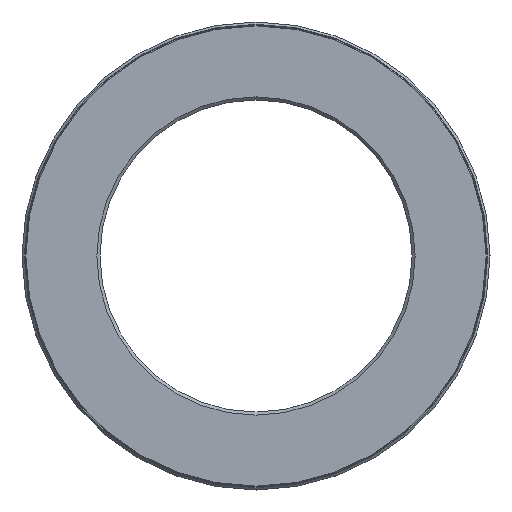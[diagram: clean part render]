
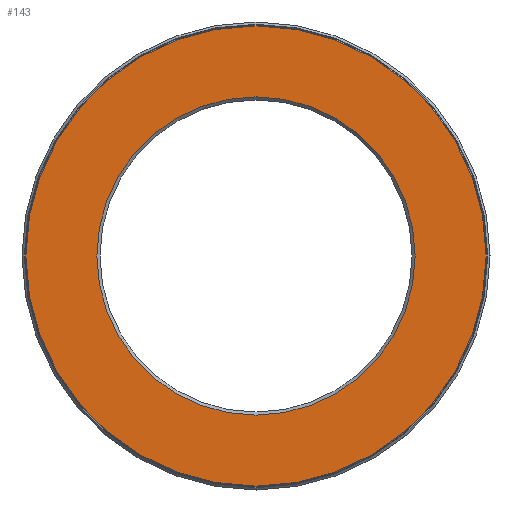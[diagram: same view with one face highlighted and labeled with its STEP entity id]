
A CAD part, front view. The second image highlights one B-rep face of the part: STEP entity #143.
In plain terms, the highlighted planar face has unit normal (0, -1, 0).
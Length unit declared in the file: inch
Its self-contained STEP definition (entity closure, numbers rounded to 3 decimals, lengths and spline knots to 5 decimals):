
#19 = DIRECTION ( 'NONE',  ( 0., 0., 1. ) ) ;
#47 = DIRECTION ( 'NONE',  ( 0., 1., 0. ) ) ;
#65 = CARTESIAN_POINT ( 'NONE',  ( 0., 0., 1.02 ) ) ;
#70 = ORIENTED_EDGE ( 'NONE', *, *, #428, .T. ) ;
#131 = AXIS2_PLACEMENT_3D ( 'NONE', #207, #307, #454 ) ;
#132 = DIRECTION ( 'NONE',  ( 0., 0., 1. ) ) ;
#138 = CARTESIAN_POINT ( 'NONE',  ( 0., 0., 1.475 ) ) ;
#143 = ADVANCED_FACE ( 'NONE', ( #591, #534 ), #333, .F. ) ;
#144 = VERTEX_POINT ( 'NONE', #65 ) ;
#171 = VERTEX_POINT ( 'NONE', #138 ) ;
#207 = CARTESIAN_POINT ( 'NONE',  ( 0., 0., 0. ) ) ;
#228 = EDGE_LOOP ( 'NONE', ( #330 ) ) ;
#279 = EDGE_CURVE ( 'NONE', #171, #171, #387, .T. ) ;
#281 = CIRCLE ( 'NONE', #131, 1.02 ) ;
#287 = CARTESIAN_POINT ( 'NONE',  ( 0., 0., 0. ) ) ;
#295 = AXIS2_PLACEMENT_3D ( 'NONE', #287, #542, #19 ) ;
#307 = DIRECTION ( 'NONE',  ( 0., 1., 0. ) ) ;
#323 = CARTESIAN_POINT ( 'NONE',  ( 0., 0., 0. ) ) ;
#330 = ORIENTED_EDGE ( 'NONE', *, *, #279, .F. ) ;
#333 = PLANE ( 'NONE',  #519 ) ;
#387 = CIRCLE ( 'NONE', #295, 1.475 ) ;
#428 = EDGE_CURVE ( 'NONE', #144, #144, #281, .T. ) ;
#454 = DIRECTION ( 'NONE',  ( 0., 0., 1. ) ) ;
#519 = AXIS2_PLACEMENT_3D ( 'NONE', #323, #47, #132 ) ;
#534 = FACE_BOUND ( 'NONE', #537, .T. ) ;
#537 = EDGE_LOOP ( 'NONE', ( #70 ) ) ;
#542 = DIRECTION ( 'NONE',  ( 0., 1., 0. ) ) ;
#591 = FACE_OUTER_BOUND ( 'NONE', #228, .T. ) ;
